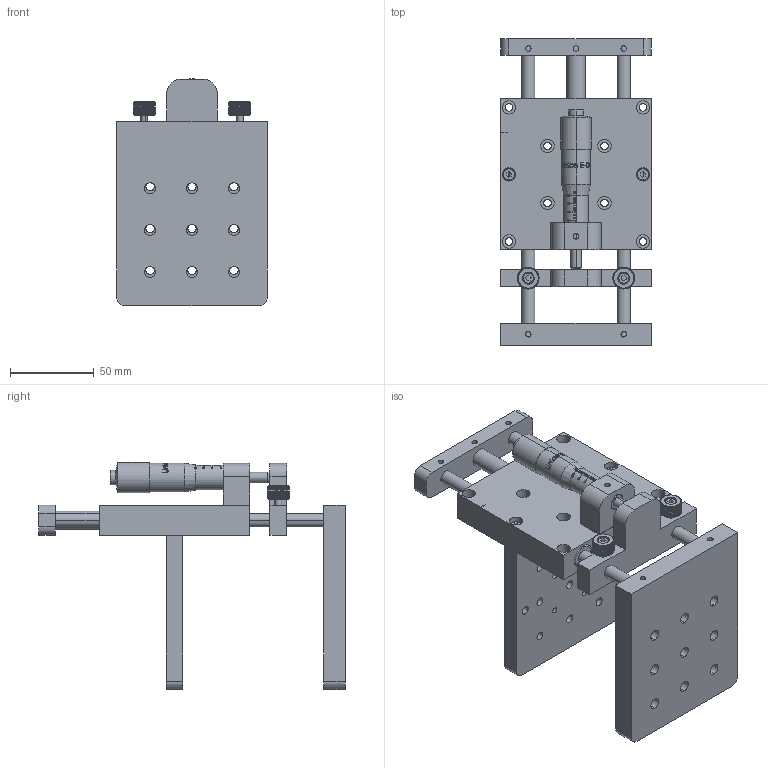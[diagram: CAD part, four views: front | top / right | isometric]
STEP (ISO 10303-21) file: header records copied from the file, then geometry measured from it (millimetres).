
FILE_DESCRIPTION (( 'STEP AP203' ), '1' );
FILE_NAME ('06VTS-2M.STEP', '2022-07-25T08:53:38', ( '' ), ( '' ), 'SwSTEP 2.0', 'SolidWorks 2021', '' );
FILE_SCHEMA (( 'CONFIG_CONTROL_DESIGN' ));
Length unit declared in the file: millimetre
Products named in the file (1): 06VTS-2M
Bounding box: 90 x 183 x 135.5 mm (x, y, z)
Surface area: 116388.3 mm2 (no closed solid volume)
Topology: 0 solids, 33 shells, 767 faces, 2895 edges, 2081 vertices
Faces by surface type: plane 321, cylinder 297, cone 123, torus 20, bspline 4, sphere 2
Entity records: 34427 total; most frequent: CARTESIAN_POINT 10451, DIRECTION 4835, ORIENTED_EDGE 4717, EDGE_CURVE 2895, VERTEX_POINT 2081, AXIS2_PLACEMENT_3D 1765, VECTOR 1305, LINE 1305
